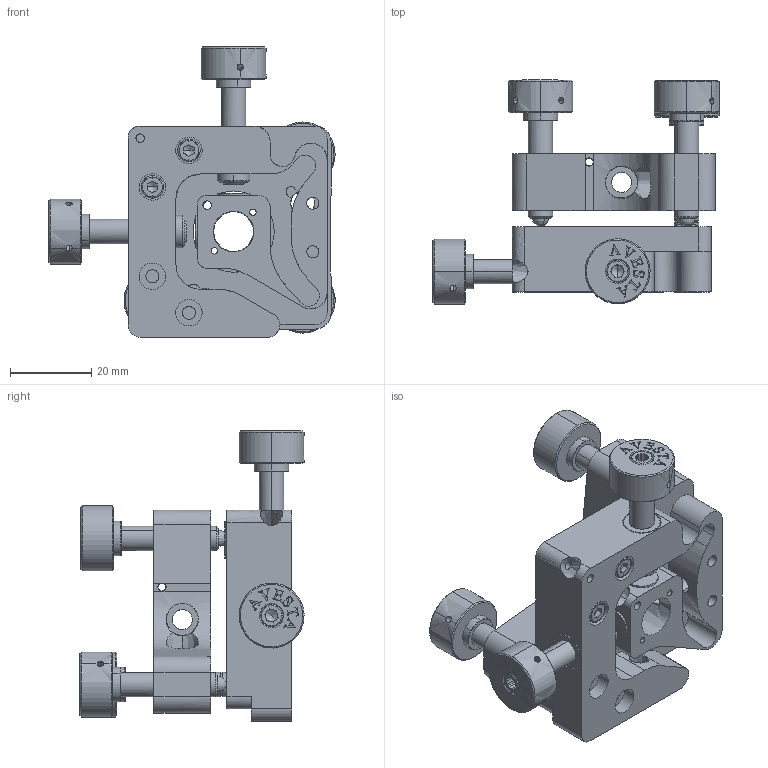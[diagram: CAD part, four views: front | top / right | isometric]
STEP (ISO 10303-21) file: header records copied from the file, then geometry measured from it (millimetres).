
FILE_DESCRIPTION(/* description */ (''),/* implementation_level */ '2;1');
FILE_NAME(/* name */ '02-2TS~1',/* time_stamp */ '2021-12-21T15:57:20+03:00',/* author */ (''),/* organization */ (''),/* preprocessor_version */ 'ST-DEVELOPER v15',/* originating_system */ '',/* authorisation */ '');
FILE_SCHEMA (('AUTOMOTIVE_DESIGN'));
Products named in the file (3): Document; Block 02; Block 01
Assembly tree (2 placements, depth 2):
  Document
    Block 02
    Block 01
Bounding box: 70.5 x 55.2 x 71.5 mm (x, y, z)
Volume: 112.2 mm3; surface area: 25377.3 mm2
Topology: 7 solids, 14 shells, 1409 faces, 3967 edges, 2611 vertices
Faces by surface type: bspline 1409
Entity records: 98648 total; most frequent: CARTESIAN_POINT 48636, B_SPLINE_CURVE_WITH_KNOTS 10341, ORIENTED_EDGE 7818, PCURVE 7818, DEFINITIONAL_REPRESENTATION 7818, SURFACE_CURVE 3935, EDGE_CURVE 3935, VERTEX_POINT 2611
